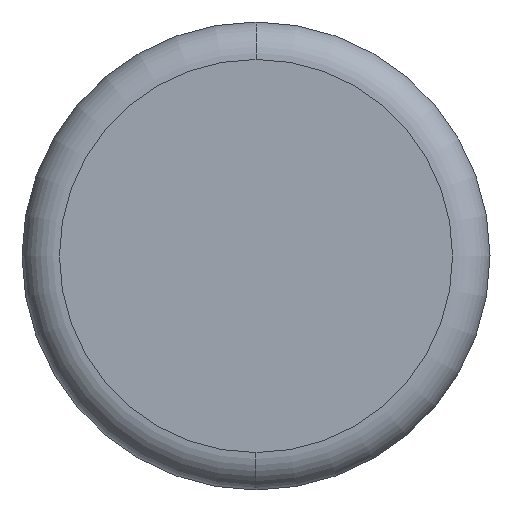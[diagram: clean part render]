
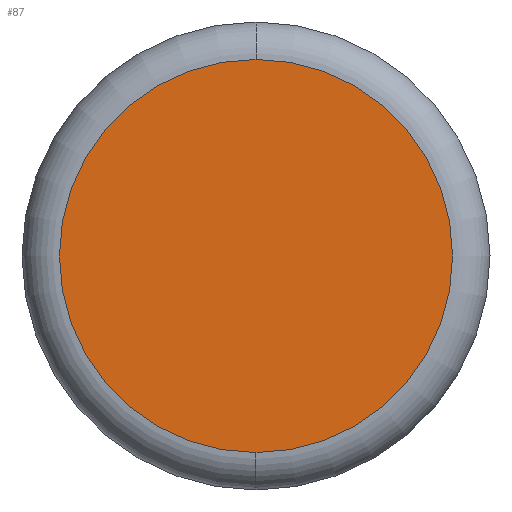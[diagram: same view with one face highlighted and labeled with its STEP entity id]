
A CAD part, front view. The second image highlights one B-rep face of the part: STEP entity #87.
In plain terms, the highlighted planar face has unit normal (0, -1, 0).
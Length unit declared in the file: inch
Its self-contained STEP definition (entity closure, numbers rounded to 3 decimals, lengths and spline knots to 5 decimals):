
#3 = DIRECTION ( 'NONE',  ( 0., -1., 0. ) ) ;
#10 = PLANE ( 'NONE',  #241 ) ;
#28 = CIRCLE ( 'NONE', #95, 0.07875 ) ;
#36 = CARTESIAN_POINT ( 'NONE',  ( 0., 0., 0.07875 ) ) ;
#58 = DIRECTION ( 'NONE',  ( 0., -1., 0. ) ) ;
#70 = VERTEX_POINT ( 'NONE', #393 ) ;
#75 = EDGE_CURVE ( 'NONE', #70, #329, #28, .T. ) ;
#86 = DIRECTION ( 'NONE',  ( 0., 0., -1. ) ) ;
#87 = ADVANCED_FACE ( 'NONE', ( #350 ), #10, .T. ) ;
#95 = AXIS2_PLACEMENT_3D ( 'NONE', #384, #189, #86 ) ;
#137 = AXIS2_PLACEMENT_3D ( 'NONE', #220, #58, #256 ) ;
#148 = ORIENTED_EDGE ( 'NONE', *, *, #75, .T. ) ;
#189 = DIRECTION ( 'NONE',  ( 0., -1., 0. ) ) ;
#205 = EDGE_LOOP ( 'NONE', ( #148, #264 ) ) ;
#220 = CARTESIAN_POINT ( 'NONE',  ( 0., 0., 0. ) ) ;
#235 = CIRCLE ( 'NONE', #137, 0.07875 ) ;
#241 = AXIS2_PLACEMENT_3D ( 'NONE', #276, #3, #249 ) ;
#249 = DIRECTION ( 'NONE',  ( 0., 0., -1. ) ) ;
#256 = DIRECTION ( 'NONE',  ( 0., 0., -1. ) ) ;
#264 = ORIENTED_EDGE ( 'NONE', *, *, #331, .T. ) ;
#276 = CARTESIAN_POINT ( 'NONE',  ( 0., 0., 0. ) ) ;
#329 = VERTEX_POINT ( 'NONE', #36 ) ;
#331 = EDGE_CURVE ( 'NONE', #329, #70, #235, .T. ) ;
#350 = FACE_OUTER_BOUND ( 'NONE', #205, .T. ) ;
#384 = CARTESIAN_POINT ( 'NONE',  ( 0., 0., 0. ) ) ;
#393 = CARTESIAN_POINT ( 'NONE',  ( 0., 0., -0.07875 ) ) ;
